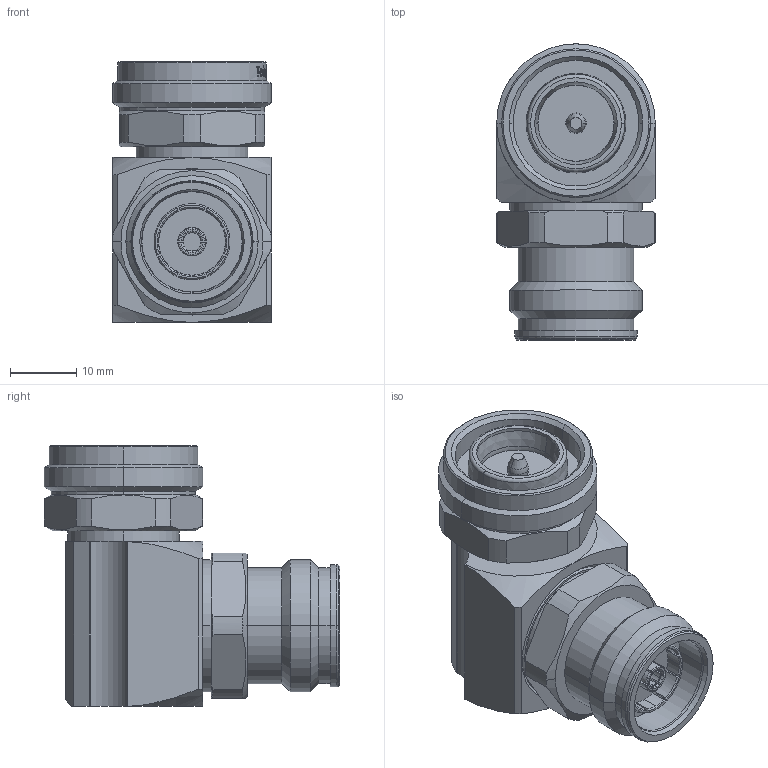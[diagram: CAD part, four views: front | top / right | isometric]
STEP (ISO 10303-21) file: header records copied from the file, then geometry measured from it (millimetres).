
FILE_DESCRIPTION (( 'STEP AP214' ), '1' );
FILE_NAME ('J01442A0005.STEP', '2018-11-15T12:28:32', ( '' ), ( '' ), 'SwSTEP 2.0', 'SolidWorks 2017', '' );
FILE_SCHEMA (( 'AUTOMOTIVE_DESIGN' ));
Length unit declared in the file: millimetre
Products named in the file (1): J01442A0005
Bounding box: 24 x 44.75 x 39.45 mm (x, y, z)
Volume: 20619.1 mm3; surface area: 7514.9 mm2
Topology: 1 solids, 7 shells, 476 faces, 1196 edges, 776 vertices
Faces by surface type: plane 149, cylinder 118, bspline 83, cone 72, torus 54
Entity records: 26369 total; most frequent: CARTESIAN_POINT 10757, ORIENTED_EDGE 2392, DIRECTION 1871, EDGE_CURVE 1196, VERTEX_POINT 776, AXIS2_PLACEMENT_3D 752, EDGE_LOOP 518, FACE_OUTER_BOUND 476
